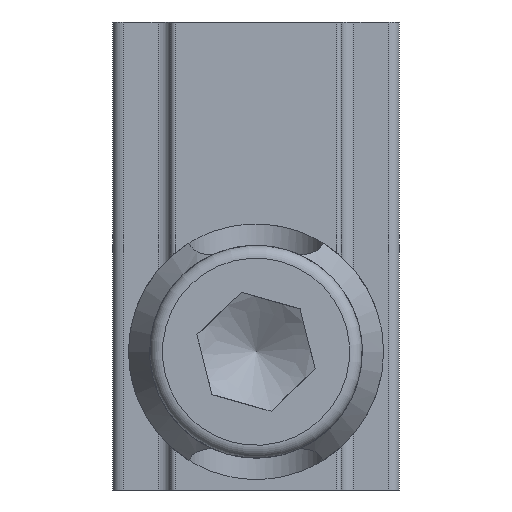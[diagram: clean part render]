
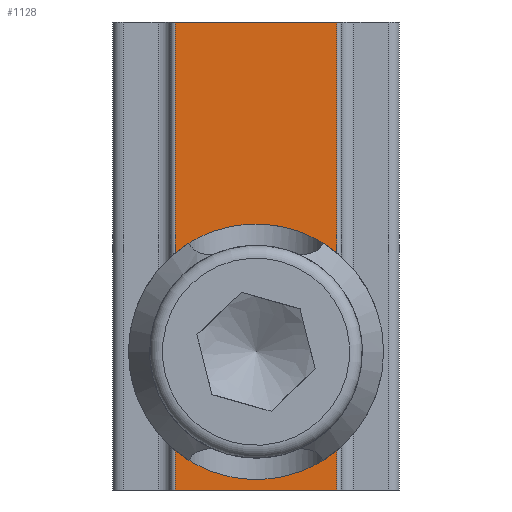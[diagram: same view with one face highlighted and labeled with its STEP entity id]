
A CAD part, front view. The second image highlights one B-rep face of the part: STEP entity #1128.
In plain terms, the highlighted planar face has unit normal (0, -1, 0).
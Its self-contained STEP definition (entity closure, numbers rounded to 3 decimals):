
#89=FACE_BOUND('',#305,.T.);
#146=CIRCLE('',#1307,2.459);
#217=FACE_OUTER_BOUND('',#304,.T.);
#304=EDGE_LOOP('',(#955,#956,#957,#958));
#305=EDGE_LOOP('',(#959));
#378=LINE('',#2142,#458);
#386=LINE('',#2173,#466);
#387=LINE('',#2176,#467);
#388=LINE('',#2177,#468);
#458=VECTOR('',#1574,10.);
#466=VECTOR('',#1602,10.);
#467=VECTOR('',#1605,10.);
#468=VECTOR('',#1606,10.);
#557=VERTEX_POINT('',#2129);
#562=VERTEX_POINT('',#2139);
#563=VERTEX_POINT('',#2141);
#576=VERTEX_POINT('',#2171);
#577=VERTEX_POINT('',#2175);
#689=EDGE_CURVE('',#557,#557,#146,.T.);
#694=EDGE_CURVE('',#563,#562,#378,.T.);
#710=EDGE_CURVE('',#576,#562,#386,.T.);
#711=EDGE_CURVE('',#576,#577,#387,.T.);
#712=EDGE_CURVE('',#577,#563,#388,.T.);
#955=ORIENTED_EDGE('',*,*,#711,.T.);
#956=ORIENTED_EDGE('',*,*,#712,.T.);
#957=ORIENTED_EDGE('',*,*,#694,.T.);
#958=ORIENTED_EDGE('',*,*,#710,.F.);
#959=ORIENTED_EDGE('',*,*,#689,.T.);
#1070=PLANE('',#1321);
#1128=ADVANCED_FACE('',(#217,#89),#1070,.T.);
#1307=AXIS2_PLACEMENT_3D('',#2130,#1564,#1565);
#1321=AXIS2_PLACEMENT_3D('',#2174,#1603,#1604);
#1564=DIRECTION('center_axis',(0.,1.,0.));
#1565=DIRECTION('ref_axis',(1.,0.,0.));
#1574=DIRECTION('',(1.,0.,0.));
#1602=DIRECTION('',(0.,0.,-1.));
#1603=DIRECTION('center_axis',(0.,-1.,0.));
#1604=DIRECTION('ref_axis',(0.,0.,-1.));
#1605=DIRECTION('',(-1.,0.,0.));
#1606=DIRECTION('',(0.,0.,-1.));
#2129=CARTESIAN_POINT('',(2.459,-3.189,-4.5));
#2130=CARTESIAN_POINT('Origin',(0.,-3.189,
-4.5));
#2139=CARTESIAN_POINT('',(3.799,-3.189,-11.));
#2141=CARTESIAN_POINT('',(-3.801,-3.189,-11.));
#2142=CARTESIAN_POINT('',(3.799,-3.189,-11.));
#2171=CARTESIAN_POINT('',(3.799,-3.189,11.));
#2173=CARTESIAN_POINT('',(3.799,-3.189,0.));
#2174=CARTESIAN_POINT('Origin',(3.799,-3.189,0.));
#2175=CARTESIAN_POINT('',(-3.801,-3.189,11.));
#2176=CARTESIAN_POINT('',(3.799,-3.189,11.));
#2177=CARTESIAN_POINT('',(-3.801,-3.189,0.));
